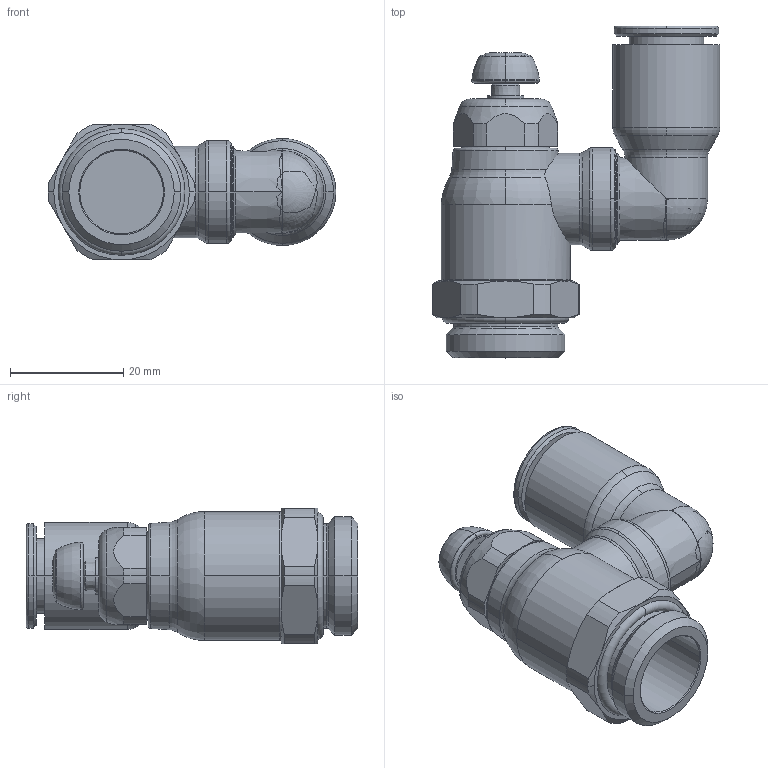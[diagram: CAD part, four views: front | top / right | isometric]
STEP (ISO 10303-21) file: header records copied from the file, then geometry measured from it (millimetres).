
FILE_DESCRIPTION(('STEP AP214'),'1');
FILE_NAME('7040_12_21.stp','2016-07-07T14:14:20',('TraceParts'),('TraceParts S.A.'),'Spatial InterOp 3D',' ',' ');
FILE_SCHEMA(('automotive_design'));
Length unit declared in the file: millimetre
Products named in the file (1): 1
Bounding box: 50.91 x 58.69 x 24 mm (x, y, z)
Volume: 25114.4 mm3; surface area: 8351.7 mm2
Topology: 1 solids, 2 shells, 181 faces, 460 edges, 289 vertices
Faces by surface type: cone 58, torus 51, cylinder 42, plane 30
Entity records: 6029 total; most frequent: CARTESIAN_POINT 1534, DIRECTION 1068, ORIENTED_EDGE 906, AXIS2_PLACEMENT_3D 481, EDGE_CURVE 453, CIRCLE 299, VERTEX_POINT 287, EDGE_LOOP 194
